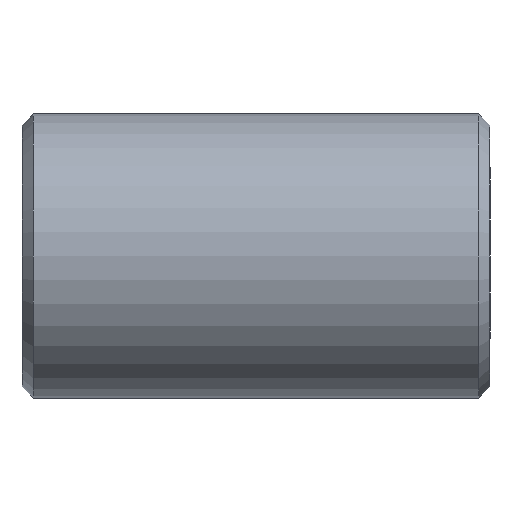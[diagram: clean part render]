
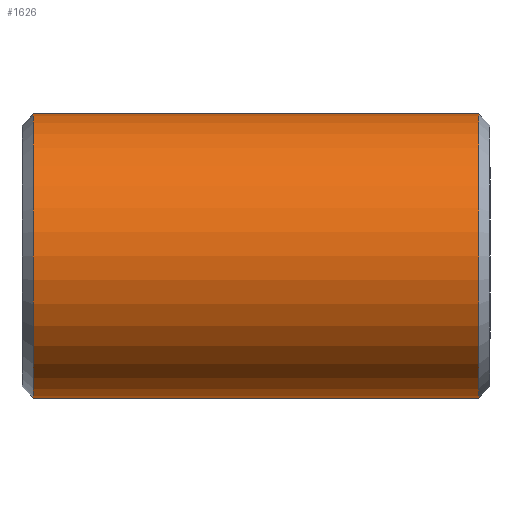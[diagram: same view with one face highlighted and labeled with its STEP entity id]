
A CAD part, left-side view. The second image highlights one B-rep face of the part: STEP entity #1626.
In plain terms, the highlighted cylindrical face has radius 12.75 mm (diameter 25.5 mm), a partial arc.
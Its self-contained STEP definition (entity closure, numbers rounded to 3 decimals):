
#596 = B_SPLINE_SURFACE_WITH_KNOTS('',1,2,(
    (#597,#598,#599,#600,#601)
    ,(#602,#603,#604,#605,#606
    )),.UNSPECIFIED.,.F.,.F.,.F.,(2,2),(3,1,1,3),(0.,42.),(-1.423,
    0.,42.,43.423),.UNSPECIFIED.);
#597 = CARTESIAN_POINT('',(-5.712,21.423,-8.461));
#598 = CARTESIAN_POINT('',(-5.712,20.711,-8.461));
#599 = CARTESIAN_POINT('',(-5.712,-1.,-8.461));
#600 = CARTESIAN_POINT('',(-5.712,-22.711,-8.461));
#601 = CARTESIAN_POINT('',(-5.712,-23.423,-8.461));
#602 = CARTESIAN_POINT('',(-4.078,21.423,-7.687));
#603 = CARTESIAN_POINT('',(-4.078,20.711,-7.687));
#604 = CARTESIAN_POINT('',(-4.078,-1.,-7.687));
#605 = CARTESIAN_POINT('',(-4.078,-22.711,-7.687));
#606 = CARTESIAN_POINT('',(-4.078,-23.423,-7.687));
#731 = CONICAL_SURFACE('',#732,12.75,0.785);
#732 = AXIS2_PLACEMENT_3D('',#733,#734,#735);
#733 = CARTESIAN_POINT('',(-15.25,-21.,0.));
#734 = DIRECTION('',(0.,1.,-0.));
#735 = DIRECTION('',(0.798,0.,0.603));
#935 = CONICAL_SURFACE('',#936,12.75,0.785);
#936 = AXIS2_PLACEMENT_3D('',#937,#938,#939);
#937 = CARTESIAN_POINT('',(-15.25,19.,-0.));
#938 = DIRECTION('',(0.,-1.,0.));
#939 = DIRECTION('',(0.798,0.,-0.603));
#1100 = PLANE('',#1101);
#1101 = AXIS2_PLACEMENT_3D('',#1102,#1103,#1104);
#1102 = CARTESIAN_POINT('',(-4.078,-22.,7.687));
#1103 = DIRECTION('',(-0.428,0.,-0.904));
#1104 = DIRECTION('',(0.,1.,0.));
#1184 = EDGE_CURVE('',#1185,#1187,#1189,.T.);
#1185 = VERTEX_POINT('',#1186);
#1186 = CARTESIAN_POINT('',(-5.712,19.,-8.461));
#1187 = VERTEX_POINT('',#1188);
#1188 = CARTESIAN_POINT('',(-5.712,-21.,-8.461));
#1189 = SURFACE_CURVE('',#1190,(#1196,#1203),.PCURVE_S1.);
#1190 = B_SPLINE_CURVE_WITH_KNOTS('',2,(#1191,#1192,#1193,#1194,#1195),
  .UNSPECIFIED.,.F.,.F.,(3,1,1,3),(-1.423,0.,42.,43.423),
  .UNSPECIFIED.);
#1191 = CARTESIAN_POINT('',(-5.712,21.423,-8.461));
#1192 = CARTESIAN_POINT('',(-5.712,20.711,-8.461));
#1193 = CARTESIAN_POINT('',(-5.712,-1.,-8.461));
#1194 = CARTESIAN_POINT('',(-5.712,-22.711,-8.461));
#1195 = CARTESIAN_POINT('',(-5.712,-23.423,-8.461));
#1196 = PCURVE('',#596,#1197);
#1197 = DEFINITIONAL_REPRESENTATION('',(#1198),#1202);
#1198 = LINE('',#1199,#1200);
#1199 = CARTESIAN_POINT('',(0.,0.));
#1200 = VECTOR('',#1201,1.);
#1201 = DIRECTION('',(0.,1.));
#1202 = ( GEOMETRIC_REPRESENTATION_CONTEXT(2) 
PARAMETRIC_REPRESENTATION_CONTEXT() REPRESENTATION_CONTEXT('2D SPACE',''
  ) );
#1203 = PCURVE('',#1204,#1209);
#1204 = CYLINDRICAL_SURFACE('',#1205,12.75);
#1205 = AXIS2_PLACEMENT_3D('',#1206,#1207,#1208);
#1206 = CARTESIAN_POINT('',(-15.25,-20.,0.));
#1207 = DIRECTION('',(0.,1.,0.));
#1208 = DIRECTION('',(-1.,0.,0.));
#1209 = DEFINITIONAL_REPRESENTATION('',(#1210),#1213);
#1210 = B_SPLINE_CURVE_WITH_KNOTS('',1,(#1211,#1212),.UNSPECIFIED.,.F.,
  .F.,(2,2),(0.,42.),.PIECEWISE_BEZIER_KNOTS.);
#1211 = CARTESIAN_POINT('',(-8.699,40.));
#1212 = CARTESIAN_POINT('',(-8.699,-2.));
#1213 = ( GEOMETRIC_REPRESENTATION_CONTEXT(2) 
PARAMETRIC_REPRESENTATION_CONTEXT() REPRESENTATION_CONTEXT('2D SPACE',''
  ) );
#1308 = VERTEX_POINT('',#1309);
#1309 = CARTESIAN_POINT('',(-5.712,-21.,8.461));
#1352 = EDGE_CURVE('',#1308,#1187,#1353,.T.);
#1353 = SURFACE_CURVE('',#1354,(#1359,#1366),.PCURVE_S1.);
#1354 = CIRCLE('',#1355,12.75);
#1355 = AXIS2_PLACEMENT_3D('',#1356,#1357,#1358);
#1356 = CARTESIAN_POINT('',(-15.25,-21.,0.));
#1357 = DIRECTION('',(0.,-1.,0.));
#1358 = DIRECTION('',(0.798,0.,0.603));
#1359 = PCURVE('',#731,#1360);
#1360 = DEFINITIONAL_REPRESENTATION('',(#1361),#1365);
#1361 = LINE('',#1362,#1363);
#1362 = CARTESIAN_POINT('',(-0.,0.));
#1363 = VECTOR('',#1364,1.);
#1364 = DIRECTION('',(-1.,0.));
#1365 = ( GEOMETRIC_REPRESENTATION_CONTEXT(2) 
PARAMETRIC_REPRESENTATION_CONTEXT() REPRESENTATION_CONTEXT('2D SPACE',''
  ) );
#1366 = PCURVE('',#1204,#1367);
#1367 = DEFINITIONAL_REPRESENTATION('',(#1368),#1372);
#1368 = LINE('',#1369,#1370);
#1369 = CARTESIAN_POINT('',(-3.789,-1.));
#1370 = VECTOR('',#1371,1.);
#1371 = DIRECTION('',(-1.,0.));
#1372 = ( GEOMETRIC_REPRESENTATION_CONTEXT(2) 
PARAMETRIC_REPRESENTATION_CONTEXT() REPRESENTATION_CONTEXT('2D SPACE',''
  ) );
#1402 = VERTEX_POINT('',#1403);
#1403 = CARTESIAN_POINT('',(-5.712,19.,8.461));
#1470 = EDGE_CURVE('',#1185,#1402,#1471,.T.);
#1471 = SURFACE_CURVE('',#1472,(#1477,#1484),.PCURVE_S1.);
#1472 = CIRCLE('',#1473,12.75);
#1473 = AXIS2_PLACEMENT_3D('',#1474,#1475,#1476);
#1474 = CARTESIAN_POINT('',(-15.25,19.,-0.));
#1475 = DIRECTION('',(-0.,1.,0.));
#1476 = DIRECTION('',(0.798,0.,-0.603));
#1477 = PCURVE('',#935,#1478);
#1478 = DEFINITIONAL_REPRESENTATION('',(#1479),#1483);
#1479 = LINE('',#1480,#1481);
#1480 = CARTESIAN_POINT('',(-0.,-0.));
#1481 = VECTOR('',#1482,1.);
#1482 = DIRECTION('',(-1.,-0.));
#1483 = ( GEOMETRIC_REPRESENTATION_CONTEXT(2) 
PARAMETRIC_REPRESENTATION_CONTEXT() REPRESENTATION_CONTEXT('2D SPACE',''
  ) );
#1484 = PCURVE('',#1204,#1485);
#1485 = DEFINITIONAL_REPRESENTATION('',(#1486),#1490);
#1486 = LINE('',#1487,#1488);
#1487 = CARTESIAN_POINT('',(-8.778,39.));
#1488 = VECTOR('',#1489,1.);
#1489 = DIRECTION('',(1.,-0.));
#1490 = ( GEOMETRIC_REPRESENTATION_CONTEXT(2) 
PARAMETRIC_REPRESENTATION_CONTEXT() REPRESENTATION_CONTEXT('2D SPACE',''
  ) );
#1603 = EDGE_CURVE('',#1308,#1402,#1604,.T.);
#1604 = SURFACE_CURVE('',#1605,(#1609,#1616),.PCURVE_S1.);
#1605 = LINE('',#1606,#1607);
#1606 = CARTESIAN_POINT('',(-5.712,-22.,8.461));
#1607 = VECTOR('',#1608,1.);
#1608 = DIRECTION('',(0.,1.,0.));
#1609 = PCURVE('',#1100,#1610);
#1610 = DEFINITIONAL_REPRESENTATION('',(#1611),#1615);
#1611 = LINE('',#1612,#1613);
#1612 = CARTESIAN_POINT('',(0.,-1.808));
#1613 = VECTOR('',#1614,1.);
#1614 = DIRECTION('',(1.,0.));
#1615 = ( GEOMETRIC_REPRESENTATION_CONTEXT(2) 
PARAMETRIC_REPRESENTATION_CONTEXT() REPRESENTATION_CONTEXT('2D SPACE',''
  ) );
#1616 = PCURVE('',#1204,#1617);
#1617 = DEFINITIONAL_REPRESENTATION('',(#1618),#1622);
#1618 = LINE('',#1619,#1620);
#1619 = CARTESIAN_POINT('',(-3.867,-2.));
#1620 = VECTOR('',#1621,1.);
#1621 = DIRECTION('',(-0.,1.));
#1622 = ( GEOMETRIC_REPRESENTATION_CONTEXT(2) 
PARAMETRIC_REPRESENTATION_CONTEXT() REPRESENTATION_CONTEXT('2D SPACE',''
  ) );
#1626 = ADVANCED_FACE('',(#1627),#1204,.T.);
#1627 = FACE_BOUND('',#1628,.F.);
#1628 = EDGE_LOOP('',(#1629,#1630,#1631,#1632));
#1629 = ORIENTED_EDGE('',*,*,#1352,.T.);
#1630 = ORIENTED_EDGE('',*,*,#1184,.F.);
#1631 = ORIENTED_EDGE('',*,*,#1470,.T.);
#1632 = ORIENTED_EDGE('',*,*,#1603,.F.);
